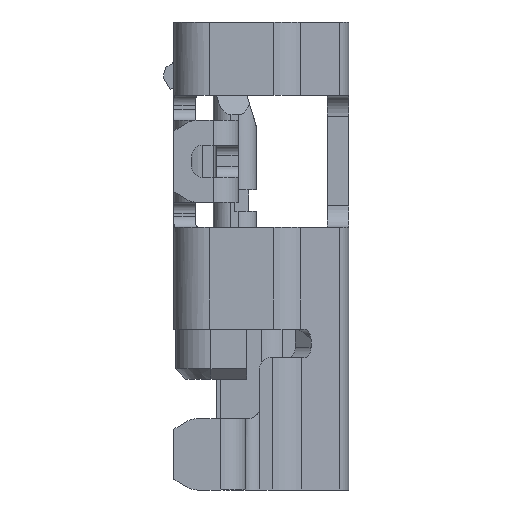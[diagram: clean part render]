
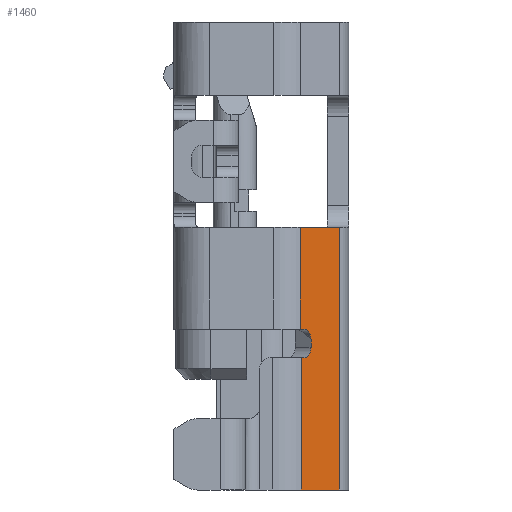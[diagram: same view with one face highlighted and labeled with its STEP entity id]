
A CAD part, left-side view. The second image highlights one B-rep face of the part: STEP entity #1460.
In plain terms, the highlighted face is planar.
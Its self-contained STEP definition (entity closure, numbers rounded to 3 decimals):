
#570=CARTESIAN_POINT('',(0.35,1.979,
-4.288));
#580=DIRECTION('',(0.,-0.737,0.676));
#590=DIRECTION('',(0.,-0.676,-0.737));
#600=AXIS2_PLACEMENT_3D('',#570,#580,#590);
#610=PLANE('',#600);
#620=CARTESIAN_POINT('',(1.5,4.717,-1.3));
#630=DIRECTION('',(0.,-0.676,-0.737));
#640=VECTOR('',#630,1.);
#650=LINE('',#620,#640);
#660=CARTESIAN_POINT('',(1.5,1.48,-4.832));
#670=VERTEX_POINT('',#660);
#680=CARTESIAN_POINT('',(1.5,1.443,-4.872));
#690=VERTEX_POINT('',#680);
#700=EDGE_CURVE('',#670,#690,#650,.T.);
#710=ORIENTED_EDGE('',*,*,#700,.T.);
#720=CARTESIAN_POINT('',(1.65,1.48,-4.832));
#730=DIRECTION('',(0.,-0.737,0.676));
#740=DIRECTION('',(0.,0.676,0.737));
#750=AXIS2_PLACEMENT_3D('',#720,#730,#740);
#760=CIRCLE('',#750,0.15);
#770=CARTESIAN_POINT('',(1.65,1.581,-4.721));
#780=VERTEX_POINT('',#770);
#790=EDGE_CURVE('',#780,#670,#760,.T.);
#800=ORIENTED_EDGE('',*,*,#790,.T.);
#810=CARTESIAN_POINT('',(0.35,1.581,
-4.721));
#820=DIRECTION('',(-1.,0.,0.));
#830=VECTOR('',#820,1.);
#840=LINE('',#810,#830);
#850=CARTESIAN_POINT('',(1.75,1.581,-4.721));
#860=VERTEX_POINT('',#850);
#870=EDGE_CURVE('',#860,#780,#840,.T.);
#880=ORIENTED_EDGE('',*,*,#870,.T.);
#890=CARTESIAN_POINT('',(1.75,1.48,-4.832));
#900=DIRECTION('',(0.,0.737,-0.676));
#910=DIRECTION('',(0.,0.676,
0.737));
#920=AXIS2_PLACEMENT_3D('',#890,#900,#910);
#930=CIRCLE('',#920,0.15);
#940=CARTESIAN_POINT('',(1.9,1.48,-4.832));
#950=VERTEX_POINT('',#940);
#960=EDGE_CURVE('',#860,#950,#930,.T.);
#970=ORIENTED_EDGE('',*,*,#960,.F.);
#980=CARTESIAN_POINT('',(1.9,4.717,
-1.3));
#990=DIRECTION('',(0.,0.676,
0.737));
#1000=VECTOR('',#990,1.);
#1010=LINE('',#980,#1000);
#1020=CARTESIAN_POINT('',(1.9,1.429,
-4.888));
#1030=VERTEX_POINT('',#1020);
#1040=EDGE_CURVE('',#1030,#950,#1010,.T.);
#1050=ORIENTED_EDGE('',*,*,#1040,.T.);
#1060=CARTESIAN_POINT('',(3.325,1.429,-4.888));
#1070=DIRECTION('',(-1.,0.,0.));
#1080=VECTOR('',#1070,1.425);
#1090=LINE('',#1060,#1080);
#1100=CARTESIAN_POINT('',(3.325,1.429,-4.888));
#1110=VERTEX_POINT('',#1100);
#1120=EDGE_CURVE('',#1110,#1030,#1090,.T.);
#1130=ORIENTED_EDGE('',*,*,#1120,.T.);
#1140=CARTESIAN_POINT('',(3.325,1.979,-4.288));
#1150=DIRECTION('',(0.,-0.676,-0.737));
#1160=VECTOR('',#1150,0.814);
#1170=LINE('',#1140,#1160);
#1180=CARTESIAN_POINT('',(3.325,1.979,-4.288));
#1190=VERTEX_POINT('',#1180);
#1200=EDGE_CURVE('',#1190,#1110,#1170,.T.);
#1210=ORIENTED_EDGE('',*,*,#1200,.T.);
#1220=CARTESIAN_POINT('',(0.35,1.979,
-4.288));
#1230=DIRECTION('',(1.,0.,0.));
#1240=VECTOR('',#1230,2.975);
#1250=LINE('',#1220,#1240);
#1260=CARTESIAN_POINT('',(-0.35,1.979,
-4.288));
#1270=VERTEX_POINT('',#1260);
#1280=EDGE_CURVE('',#1270,#1190,#1250,.T.);
#1290=ORIENTED_EDGE('',*,*,#1280,.T.);
#1300=CARTESIAN_POINT('',(-0.35,4.717,
-1.3));
#1310=DIRECTION('',(0.,0.676,0.737));
#1320=VECTOR('',#1310,1.);
#1330=LINE('',#1300,#1320);
#1340=CARTESIAN_POINT('',(-0.35,1.443,
-4.872));
#1350=VERTEX_POINT('',#1340);
#1360=EDGE_CURVE('',#1350,#1270,#1330,.T.);
#1370=ORIENTED_EDGE('',*,*,#1360,.T.);
#1380=CARTESIAN_POINT('',(0.65,1.443,
-4.872));
#1390=DIRECTION('',(1.,0.,0.));
#1400=VECTOR('',#1390,1.);
#1410=LINE('',#1380,#1400);
#1420=EDGE_CURVE('',#1350,#690,#1410,.T.);
#1430=ORIENTED_EDGE('',*,*,#1420,.F.);
#1440=EDGE_LOOP('',(#1430,#1370,#1290,#1210,#1130,#1050,#970,#880,#800,
#710));
#1450=FACE_OUTER_BOUND('',#1440,.T.);
#1460=ADVANCED_FACE('',(#1450),#610,.F.);
